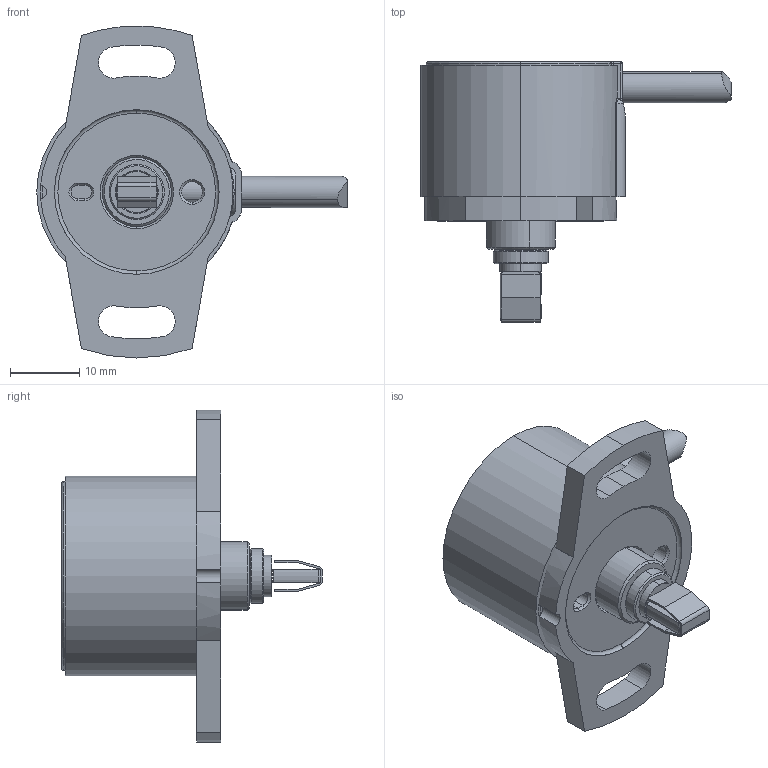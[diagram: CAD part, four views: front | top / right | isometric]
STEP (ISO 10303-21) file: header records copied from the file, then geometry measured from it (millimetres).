
FILE_DESCRIPTION (( 'STEP AP214' ), '1' );
FILE_NAME ('RSM_Welle_Form_D.STEP', '2011-07-19T11:31:15', ( 'dummy' ), ( 'Microsoft' ), 'SwSTEP 2.0', 'SolidWorks 2010', '' );
FILE_SCHEMA (( 'AUTOMOTIVE_DESIGN' ));
Length unit declared in the file: millimetre
Products named in the file (1): RSM_Welle_Form_D
Bounding box: 44.88 x 37.66 x 48 mm (x, y, z)
Surface area: 7329 mm2 (no closed solid volume)
Topology: 0 solids, 8 shells, 146 faces, 417 edges, 267 vertices
Faces by surface type: cylinder 58, plane 40, cone 25, torus 14, bspline 7, sphere 2
Entity records: 6822 total; most frequent: CARTESIAN_POINT 1426, DIRECTION 828, ORIENTED_EDGE 727, EDGE_CURVE 415, AXIS2_PLACEMENT_3D 332, VERTEX_POINT 267, CIRCLE 192, VECTOR 164
